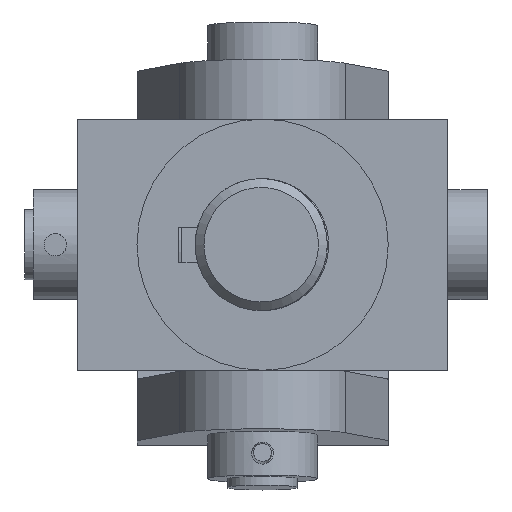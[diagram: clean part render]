
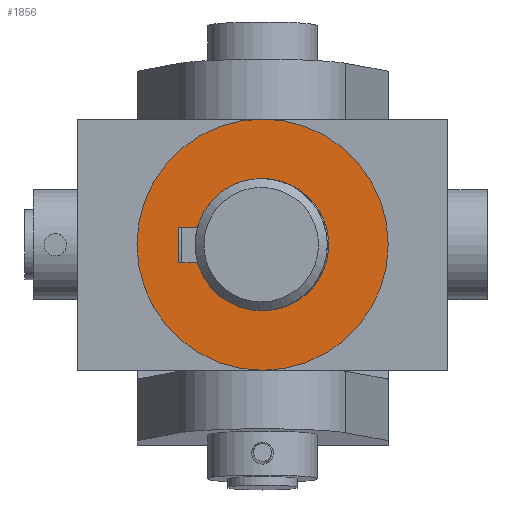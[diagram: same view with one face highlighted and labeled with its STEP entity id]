
A CAD part, left-side view. The second image highlights one B-rep face of the part: STEP entity #1856.
In plain terms, the highlighted planar face has unit normal (-1, 0, 0).
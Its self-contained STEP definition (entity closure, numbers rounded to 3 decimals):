
#196=FACE_BOUND('',#424,.T.);
#221=CIRCLE('',#2105,15.);
#233=CIRCLE('',#2135,28.5);
#310=FACE_OUTER_BOUND('',#423,.T.);
#423=EDGE_LOOP('',(#1363));
#424=EDGE_LOOP('',(#1364,#1365,#1366,#1367));
#533=LINE('',#2864,#682);
#537=LINE('',#2873,#686);
#546=LINE('',#2893,#695);
#682=VECTOR('',#2308,10.);
#686=VECTOR('',#2314,10.);
#695=VECTOR('',#2333,10.);
#831=VERTEX_POINT('',#2862);
#832=VERTEX_POINT('',#2863);
#835=VERTEX_POINT('',#2871);
#836=VERTEX_POINT('',#2872);
#866=VERTEX_POINT('',#2973);
#999=EDGE_CURVE('',#831,#832,#533,.T.);
#1003=EDGE_CURVE('',#835,#836,#537,.T.);
#1013=EDGE_CURVE('',#832,#835,#221,.T.);
#1014=EDGE_CURVE('',#836,#831,#546,.T.);
#1055=EDGE_CURVE('',#866,#866,#233,.T.);
#1363=ORIENTED_EDGE('',*,*,#1055,.F.);
#1364=ORIENTED_EDGE('',*,*,#999,.T.);
#1365=ORIENTED_EDGE('',*,*,#1013,.T.);
#1366=ORIENTED_EDGE('',*,*,#1003,.T.);
#1367=ORIENTED_EDGE('',*,*,#1014,.T.);
#1780=PLANE('',#2136);
#1856=ADVANCED_FACE('',(#310,#196),#1780,.F.);
#2105=AXIS2_PLACEMENT_3D('',#2891,#2329,#2330);
#2135=AXIS2_PLACEMENT_3D('',#2975,#2419,#2420);
#2136=AXIS2_PLACEMENT_3D('',#2976,#2421,#2422);
#2308=DIRECTION('',(0.,-1.,0.));
#2314=DIRECTION('',(0.,1.,0.));
#2329=DIRECTION('center_axis',(1.,0.,0.));
#2330=DIRECTION('ref_axis',(0.,0.986,0.167));
#2333=DIRECTION('',(0.,0.,1.));
#2419=DIRECTION('center_axis',(1.,0.,0.));
#2420=DIRECTION('ref_axis',(0.,-1.,0.));
#2421=DIRECTION('center_axis',(1.,0.,0.));
#2422=DIRECTION('ref_axis',(0.,-1.,0.));
#2862=CARTESIAN_POINT('',(-52.,-9.5,27.5));
#2863=CARTESIAN_POINT('',(-52.,-14.043,27.5));
#2864=CARTESIAN_POINT('',(-52.,-19.,27.5));
#2871=CARTESIAN_POINT('',(-52.,-14.043,19.5));
#2872=CARTESIAN_POINT('',(-52.,-9.5,19.5));
#2873=CARTESIAN_POINT('',(-52.,-21.272,19.5));
#2891=CARTESIAN_POINT('Origin',(-52.,-28.5,23.5));
#2893=CARTESIAN_POINT('',(-52.,-9.5,24.75));
#2973=CARTESIAN_POINT('',(-52.,0.,23.5));
#2975=CARTESIAN_POINT('Origin',(-52.,-28.5,23.5));
#2976=CARTESIAN_POINT('Origin',(-52.,-28.5,23.5));
